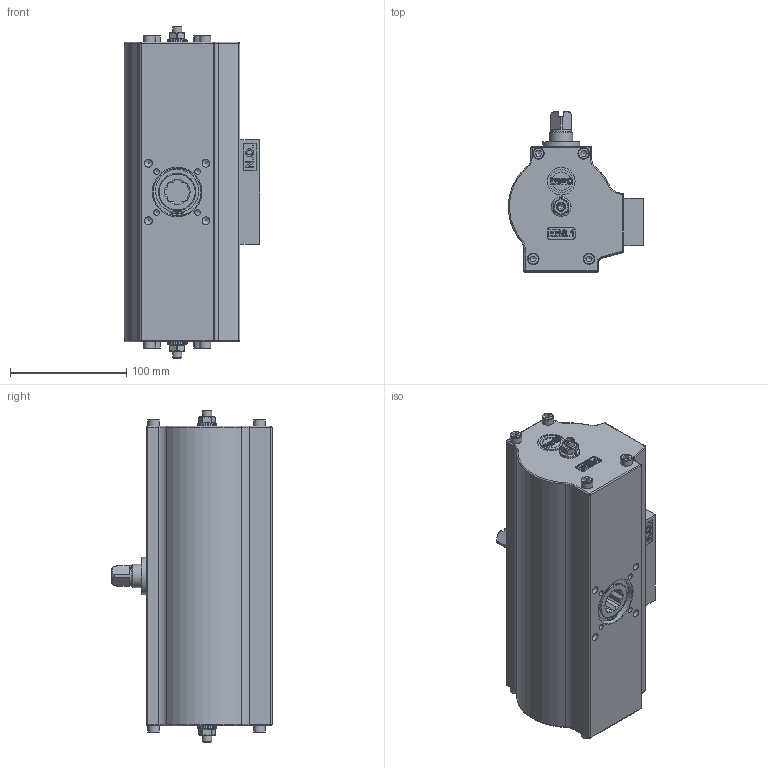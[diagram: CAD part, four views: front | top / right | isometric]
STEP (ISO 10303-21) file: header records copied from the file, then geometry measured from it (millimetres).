
FILE_DESCRIPTION((''),'2;1');
FILE_NAME('EB8.1-SYD-F05-F07.stp','2010-07-29T10:23:45',('Hellwig'),(''),'Autodesk Inventor 2010','Autodesk Inventor 2010','');
FILE_SCHEMA(('AUTOMOTIVE_DESIGN { 1 0 10303 214 1 1 1 1 }'));
Length unit declared in the file: millimetre
Products named in the file (1): M15097_Konturvereinfachung_1
Bounding box: 116.4 x 138 x 286 mm (x, y, z)
Volume: 973528.3 mm3; surface area: 260868.1 mm2
Topology: 1 solids, 32 shells, 1752 faces, 4311 edges, 2534 vertices
Faces by surface type: bspline 795, plane 516, cylinder 317, cone 61, torus 43, sphere 20
Full cylindrical faces by diameter (mm): 2 x2, 2.5 x2, 4.134 x2, 4.917 x4, 5 x3, 6 x10, 7 x4, 8 x7, 9 x1, 10 x10, 13 x1, 17 x2, 18 x1, 19 x1, 20 x3, 23 x1, 24 x2, 24.4 x1, 24.5 x1, 27.5 x1, 30 x1, 30.3 x1, 32 x4, 35 x1, 36.4 x1, 36.5 x1, 41 x1, 42.5 x1, 81.55 x1
Entity records: 64218 total; most frequent: CARTESIAN_POINT 27359, ORIENTED_EDGE 7620, DIRECTION 6267, EDGE_CURVE 3810, VERTEX_POINT 2413, AXIS2_PLACEMENT_3D 2317, EDGE_LOOP 2087, FACE_OUTER_BOUND 1750
